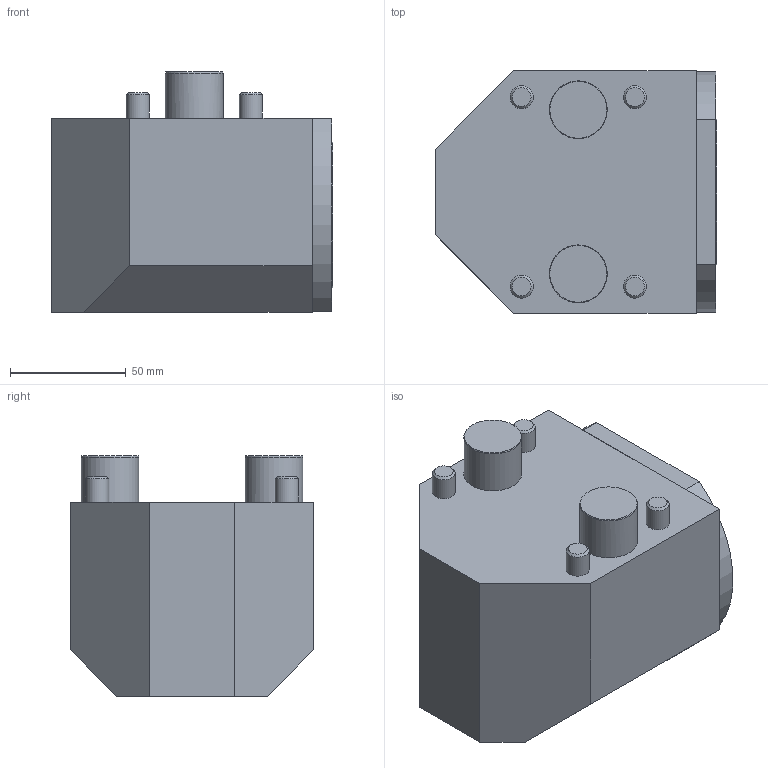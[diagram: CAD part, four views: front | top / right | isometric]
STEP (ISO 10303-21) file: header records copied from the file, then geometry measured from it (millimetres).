
FILE_DESCRIPTION(/* description */ (''),/* implementation_level */ '2;1');
FILE_NAME(/* name */ '1533735505145.stp',/* time_stamp */ '2018-08-08T15:38:31+02:00',/* author */ (''),/* organization */ ('SMS'),/* preprocessor_version */ 'ST-DEVELOPER v15',/* originating_system */ 'SIEMENS PLM Software NX 8.5',/* authorisation */ '');
FILE_SCHEMA (('AUTOMOTIVE_DESIGN { 1 0 10303 214 3 1 1 1 }'));
Length unit declared in the file: millimetre
Products named in the file (1): 201814801mod000_00
Bounding box: 122 x 105 x 104 mm (x, y, z)
Volume: 900264.1 mm3; surface area: 64328.7 mm2
Topology: 1 solids, 1 shells, 44 faces, 92 edges, 60 vertices
Faces by surface type: plane 22, cone 12, cylinder 10
Full cylindrical faces by diameter (mm): 4 x1, 10 x4, 25.015 x2, 63 x1
Entity records: 1200 total; most frequent: CARTESIAN_POINT 239, DIRECTION 208, ORIENTED_EDGE 152, AXIS2_PLACEMENT_3D 85, EDGE_CURVE 76, EDGE_LOOP 68, VERTEX_POINT 58, ADVANCED_FACE 44
